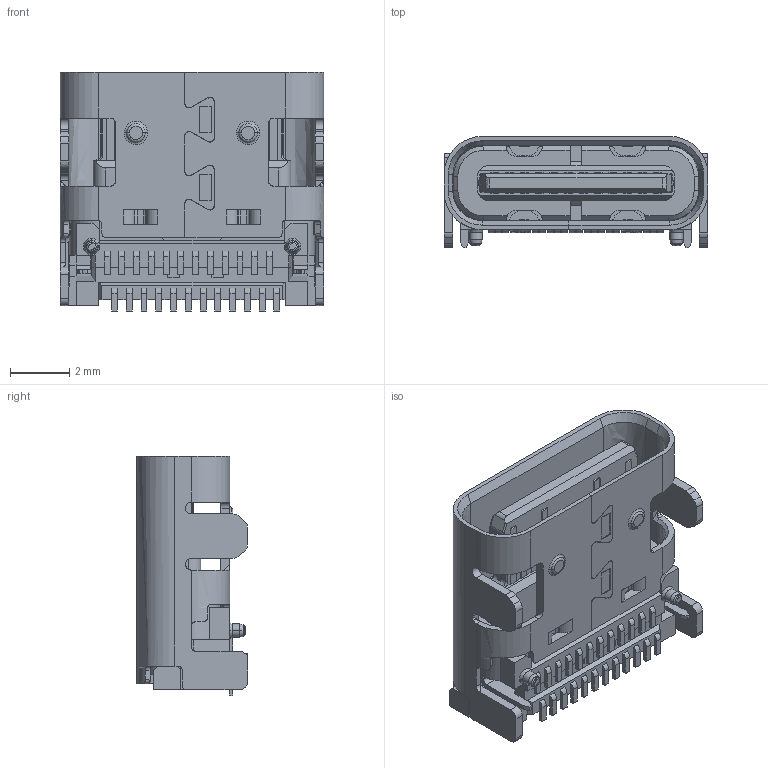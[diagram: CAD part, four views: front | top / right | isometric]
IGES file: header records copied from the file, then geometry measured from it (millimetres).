
Start section:  PTC IGES file: cuad101-b002.igs
Global section: file name: cuad101-b002.igs; native system: Pro/ENGINEER by Parametric Technology Corporation; preprocessor: 2010280; author: NK210218; organization: Unknown; date: 20231005.104034; units: metre
Bounding box: 8.94 x 3.76 x 8.1 mm (x, y, z)
Surface area: 516.9 mm2 (no closed solid volume)
Topology: 0 solids, 0 shells, 1118 faces, 6302 edges, 6302 vertices
Faces by surface type: bspline 771, revolution 347
